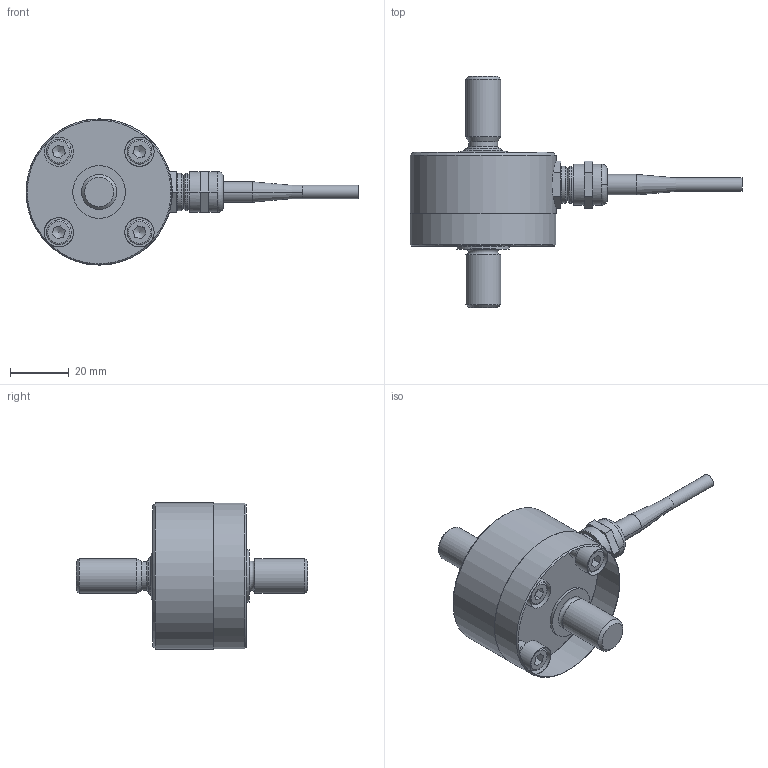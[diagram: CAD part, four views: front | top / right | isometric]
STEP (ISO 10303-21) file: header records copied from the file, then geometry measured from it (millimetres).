
FILE_DESCRIPTION( ( 'Unknown' ), '1' );
FILE_NAME( 'K12-0_5-10kN.stp', 'Unknown', ( 'Unknown' ), ( 'Unknown' ), 'PSStep 17.0.49', 'Unknown', ' ' );
FILE_SCHEMA( ( 'AUTOMOTIVE_DESIGN { 1 0 10303 214 1 1 1 1 }' ) );
Length unit declared in the file: millimetre
Products named in the file (6): Assem1; 1427-001_doc-00049568; kabeldurchmesser 3,2_doc-00040959; Zylinderschraube DIN 912-M5x12; 1427-003_doc-00056556; m12x1,5_doc-00010622
Assembly tree (8 placements, depth 2):
  Assem1
    1427-001_doc-00049568
    kabeldurchmesser 3,2_doc-00040959
    Zylinderschraube DIN 912-M5x12  x4
    1427-003_doc-00056556
    m12x1,5_doc-00010622
Bounding box: 113.5 x 79 x 50 mm (x, y, z)
Volume: 70423.6 mm3; surface area: 20981.1 mm2
Topology: 8 solids, 8 shells, 193 faces, 416 edges, 260 vertices
Faces by surface type: plane 90, cylinder 54, cone 39, torus 10
Full cylindrical faces by diameter (mm): 4.019 x4, 4.134 x4, 4.6 x1, 5 x8, 5.5 x4, 8.5 x4, 9.9 x1, 10 x4, 12 x2, 17 x1, 18 x1, 50 x2
Entity records: 5427 total; most frequent: CARTESIAN_POINT 1793, ORIENTED_EDGE 464, DIRECTION 430, EDGE_CURVE 232, AXIS2_PLACEMENT_3D 209, EDGE_LOOP 202, VERTEX_POINT 167, FACE_OUTER_BOUND 165
